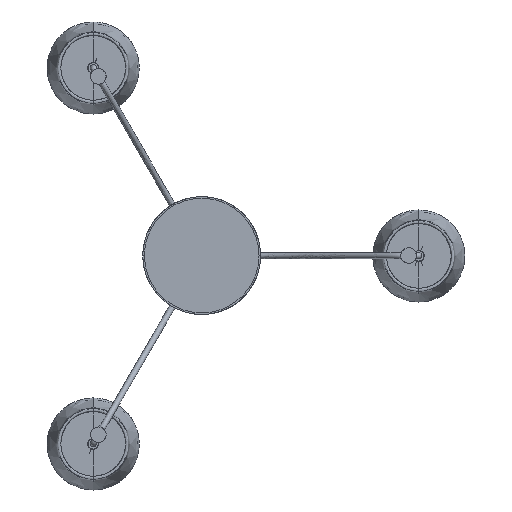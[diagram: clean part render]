
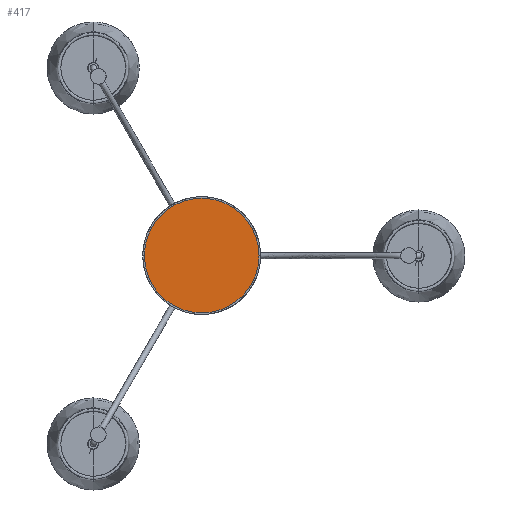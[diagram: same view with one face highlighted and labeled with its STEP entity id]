
A CAD part, top view. The second image highlights one B-rep face of the part: STEP entity #417.
In plain terms, the highlighted planar face has unit normal (0, 0, 1).
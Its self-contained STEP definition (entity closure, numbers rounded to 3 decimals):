
#417=ADVANCED_FACE($,(#653),#3365,.T.);
#653=FACE_OUTER_BOUND($,#898,.T.);
#898=EDGE_LOOP($,(#1906,#1907));
#1906=ORIENTED_EDGE($,*,*,#2718,.T.);
#1907=ORIENTED_EDGE($,*,*,#2719,.T.);
#2718=EDGE_CURVE($,#3238,#3239,#3989,.T.);
#2719=EDGE_CURVE($,#3239,#3238,#3990,.T.);
#3238=VERTEX_POINT($,#12128);
#3239=VERTEX_POINT($,#12129);
#3365=PLANE($,#4265);
#3989=(
BOUNDED_CURVE()
B_SPLINE_CURVE(2,(#11987,#11988,#11989,#11990,#11991),.UNSPECIFIED.,.F.,
.F.)
B_SPLINE_CURVE_WITH_KNOTS((3,2,3),(-6.283,-4.712,-3.142),
.UNSPECIFIED.)
CURVE()
GEOMETRIC_REPRESENTATION_ITEM()
RATIONAL_B_SPLINE_CURVE((1.,0.707,1.,0.707,1.))
REPRESENTATION_ITEM($)
);
#3990=(
BOUNDED_CURVE()
B_SPLINE_CURVE(2,(#11992,#11993,#11994,#11995,#11996),.UNSPECIFIED.,.F.,
.F.)
B_SPLINE_CURVE_WITH_KNOTS((3,2,3),(-3.142,-1.571,0.),
.UNSPECIFIED.)
CURVE()
GEOMETRIC_REPRESENTATION_ITEM()
RATIONAL_B_SPLINE_CURVE((1.,0.707,1.,0.707,1.))
REPRESENTATION_ITEM($)
);
#4265=AXIS2_PLACEMENT_3D($,#12027,#4312,$);
#4312=DIRECTION($,(0.,0.,1.));
#11987=CARTESIAN_POINT($,(66.505,-0.002,459.755));
#11988=CARTESIAN_POINT($,(66.505,66.503,459.755));
#11989=CARTESIAN_POINT($,(0.,66.503,459.755));
#11990=CARTESIAN_POINT($,(-66.505,66.503,459.755));
#11991=CARTESIAN_POINT($,(-66.505,-0.002,459.755));
#11992=CARTESIAN_POINT($,(-66.505,-0.002,459.755));
#11993=CARTESIAN_POINT($,(-66.505,-66.507,459.755));
#11994=CARTESIAN_POINT($,(0.,-66.507,459.755));
#11995=CARTESIAN_POINT($,(66.505,-66.507,459.755));
#11996=CARTESIAN_POINT($,(66.505,-0.002,459.755));
#12027=CARTESIAN_POINT($,(-67.835,-67.837,459.755));
#12128=CARTESIAN_POINT($,(66.505,-0.002,459.755));
#12129=CARTESIAN_POINT($,(-66.505,-0.002,459.755));
